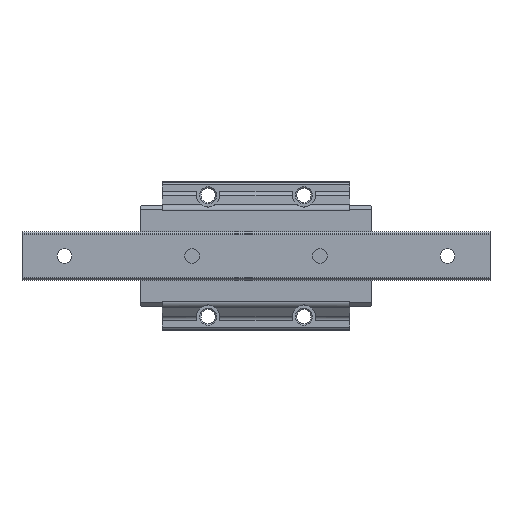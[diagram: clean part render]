
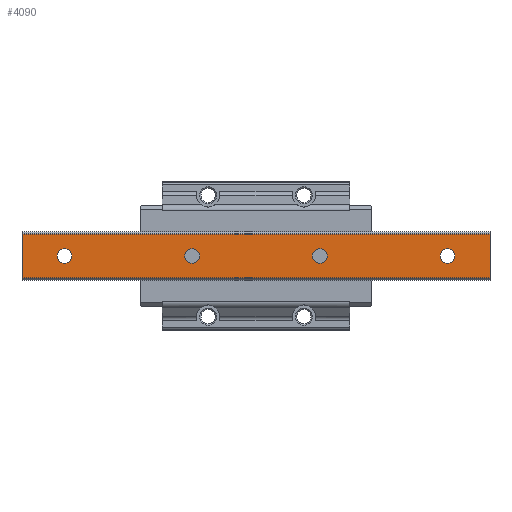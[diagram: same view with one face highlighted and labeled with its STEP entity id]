
A CAD part, front view. The second image highlights one B-rep face of the part: STEP entity #4090.
In plain terms, the highlighted planar face has unit normal (0, -1, 0).
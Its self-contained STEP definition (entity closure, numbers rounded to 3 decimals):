
#1650 = VERTEX_POINT( '', #4607 );
#1798 = EDGE_CURVE( '', #4004, #3500, #4766, .T. );
#2114 = VERTEX_POINT( '', #5117 );
#2350 = EDGE_CURVE( '', #3518, #2114, #5377, .T. );
#2566 = VERTEX_POINT( '', #5623 );
#2574 = VERTEX_POINT( '', #5632 );
#2790 = VERTEX_POINT( '', #5862 );
#2876 = EDGE_CURVE( '', #2790, #3500, #5953, .T. );
#2990 = VERTEX_POINT( '', #6079 );
#3014 = EDGE_CURVE( '', #1650, #2566, #6111, .T. );
#3188 = VERTEX_POINT( '', #6301 );
#3196 = EDGE_CURVE( '', #2790, #3204, #6309, .T. );
#3204 = VERTEX_POINT( '', #6318 );
#3500 = VERTEX_POINT( '', #6649 );
#3518 = VERTEX_POINT( '', #6669 );
#3520 = EDGE_CURVE( '', #3188, #2990, #6671, .T. );
#3794 = EDGE_CURVE( '', #2114, #3518, #6968, .T. );
#3916 = EDGE_CURVE( '', #3204, #4004, #7098, .T. );
#3940 = EDGE_CURVE( '', #2566, #1650, #7127, .T. );
#4004 = VERTEX_POINT( '', #7197 );
#4090 = ADVANCED_FACE( '', ( #7289, #7290, #7291, #7292, #7293 ), #7294, .T. );
#4170 = EDGE_CURVE( '', #4336, #2574, #7385, .T. );
#4190 = EDGE_CURVE( '', #2574, #4336, #7407, .T. );
#4336 = VERTEX_POINT( '', #7570 );
#4410 = EDGE_CURVE( '', #2990, #3188, #7653, .T. );
#4607 = CARTESIAN_POINT( '', ( 123.5, 0., 0. ) );
#4766 = LINE( '', #8202, #8203 );
#5117 = CARTESIAN_POINT( '', ( 176.5, 0., 0. ) );
#5377 = CIRCLE( '', #9092, 3.5 );
#5623 = CARTESIAN_POINT( '', ( 116.5, 0., 0. ) );
#5632 = CARTESIAN_POINT( '', ( 63.5, 0., 0. ) );
#5862 = CARTESIAN_POINT( '', ( -20., 0., 10.286 ) );
#5953 = LINE( '', #10016, #10017 );
#6079 = CARTESIAN_POINT( '', ( 3.5, 0., 0. ) );
#6111 = CIRCLE( '', #10225, 3.5 );
#6301 = CARTESIAN_POINT( '', ( -3.5, 0., 0. ) );
#6309 = LINE( '', #10511, #10512 );
#6318 = CARTESIAN_POINT( '', ( -20., 0., -10.286 ) );
#6649 = CARTESIAN_POINT( '', ( 200., 0., 10.286 ) );
#6669 = CARTESIAN_POINT( '', ( 183.5, 0., 0. ) );
#6671 = CIRCLE( '', #11100, 3.5 );
#6968 = CIRCLE( '', #11510, 3.5 );
#7098 = LINE( '', #11705, #11706 );
#7127 = CIRCLE( '', #11744, 3.5 );
#7197 = CARTESIAN_POINT( '', ( 200., 0., -10.286 ) );
#7289 = FACE_BOUND( '', #11984, .T. );
#7290 = FACE_BOUND( '', #11985, .T. );
#7291 = FACE_BOUND( '', #11986, .T. );
#7292 = FACE_BOUND( '', #11987, .T. );
#7293 = FACE_OUTER_BOUND( '', #11988, .T. );
#7294 = PLANE( '', #11989 );
#7385 = CIRCLE( '', #12115, 3.5 );
#7407 = CIRCLE( '', #12149, 3.5 );
#7570 = CARTESIAN_POINT( '', ( 56.5, 0., 0. ) );
#7653 = CIRCLE( '', #12488, 3.5 );
#8202 = CARTESIAN_POINT( '', ( 200., 0., 10.286 ) );
#8203 = VECTOR( '', #12847, 1. );
#9092 = AXIS2_PLACEMENT_3D( '', #13670, #13671, #13672 );
#10016 = CARTESIAN_POINT( '', ( -20., 0., 10.286 ) );
#10017 = VECTOR( '', #14263, 1. );
#10225 = AXIS2_PLACEMENT_3D( '', #14451, #14452, #14453 );
#10511 = CARTESIAN_POINT( '', ( -20., 0., 10.286 ) );
#10512 = VECTOR( '', #14663, 1. );
#11100 = AXIS2_PLACEMENT_3D( '', #15079, #15080, #15081 );
#11510 = AXIS2_PLACEMENT_3D( '', #15390, #15391, #15392 );
#11705 = CARTESIAN_POINT( '', ( -20., 0., -10.286 ) );
#11706 = VECTOR( '', #15511, 1. );
#11744 = AXIS2_PLACEMENT_3D( '', #15560, #15561, #15562 );
#11984 = EDGE_LOOP( '', ( #15761, #15762 ) );
#11985 = EDGE_LOOP( '', ( #15763, #15764 ) );
#11986 = EDGE_LOOP( '', ( #15765, #15766 ) );
#11987 = EDGE_LOOP( '', ( #15767, #15768 ) );
#11988 = EDGE_LOOP( '', ( #15769, #15770, #15771, #15772 ) );
#11989 = AXIS2_PLACEMENT_3D( '', #15773, #15774, #15775 );
#12115 = AXIS2_PLACEMENT_3D( '', #15915, #15916, #15917 );
#12149 = AXIS2_PLACEMENT_3D( '', #15940, #15941, #15942 );
#12488 = AXIS2_PLACEMENT_3D( '', #16239, #16240, #16241 );
#12847 = DIRECTION( '', ( 0., 0., 1. ) );
#13670 = CARTESIAN_POINT( '', ( 180., 0., 0. ) );
#13671 = DIRECTION( '', ( 0., 1., 0. ) );
#13672 = DIRECTION( '', ( 1., 0., 0. ) );
#14263 = DIRECTION( '', ( 1., 0., 0. ) );
#14451 = CARTESIAN_POINT( '', ( 120., 0., 0. ) );
#14452 = DIRECTION( '', ( 0., 1., 0. ) );
#14453 = DIRECTION( '', ( 1., 0., 0. ) );
#14663 = DIRECTION( '', ( 0., 0., -1. ) );
#15079 = CARTESIAN_POINT( '', ( 0., 0., 0. ) );
#15080 = DIRECTION( '', ( 0., 1., 0. ) );
#15081 = DIRECTION( '', ( 1., 0., 0. ) );
#15390 = CARTESIAN_POINT( '', ( 180., 0., 0. ) );
#15391 = DIRECTION( '', ( 0., 1., 0. ) );
#15392 = DIRECTION( '', ( 1., 0., 0. ) );
#15511 = DIRECTION( '', ( 1., 0., 0. ) );
#15560 = CARTESIAN_POINT( '', ( 120., 0., 0. ) );
#15561 = DIRECTION( '', ( 0., 1., 0. ) );
#15562 = DIRECTION( '', ( 1., 0., 0. ) );
#15761 = ORIENTED_EDGE( '', *, *, #4190, .T. );
#15762 = ORIENTED_EDGE( '', *, *, #4170, .T. );
#15763 = ORIENTED_EDGE( '', *, *, #3014, .T. );
#15764 = ORIENTED_EDGE( '', *, *, #3940, .T. );
#15765 = ORIENTED_EDGE( '', *, *, #2350, .T. );
#15766 = ORIENTED_EDGE( '', *, *, #3794, .T. );
#15767 = ORIENTED_EDGE( '', *, *, #4410, .T. );
#15768 = ORIENTED_EDGE( '', *, *, #3520, .T. );
#15769 = ORIENTED_EDGE( '', *, *, #1798, .T. );
#15770 = ORIENTED_EDGE( '', *, *, #2876, .F. );
#15771 = ORIENTED_EDGE( '', *, *, #3196, .T. );
#15772 = ORIENTED_EDGE( '', *, *, #3916, .T. );
#15773 = CARTESIAN_POINT( '', ( -20., 0., -10.286 ) );
#15774 = DIRECTION( '', ( 0., -1., 0. ) );
#15775 = DIRECTION( '', ( 0., 0., -1. ) );
#15915 = CARTESIAN_POINT( '', ( 60., 0., 0. ) );
#15916 = DIRECTION( '', ( 0., 1., 0. ) );
#15917 = DIRECTION( '', ( 1., 0., 0. ) );
#15940 = CARTESIAN_POINT( '', ( 60., 0., 0. ) );
#15941 = DIRECTION( '', ( 0., 1., 0. ) );
#15942 = DIRECTION( '', ( 1., 0., 0. ) );
#16239 = CARTESIAN_POINT( '', ( 0., 0., 0. ) );
#16240 = DIRECTION( '', ( 0., 1., 0. ) );
#16241 = DIRECTION( '', ( 1., 0., 0. ) );
